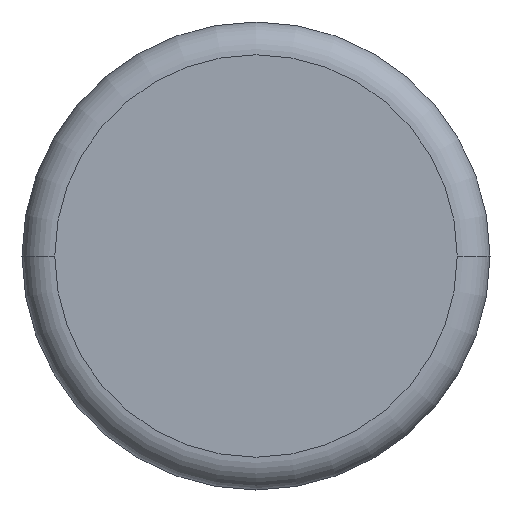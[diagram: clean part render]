
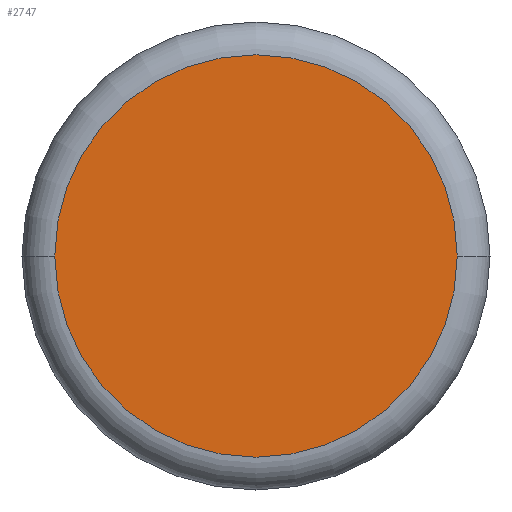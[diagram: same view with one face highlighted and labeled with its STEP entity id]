
A CAD part, left-side view. The second image highlights one B-rep face of the part: STEP entity #2747.
In plain terms, the highlighted planar face has unit normal (-1, 0, 0).
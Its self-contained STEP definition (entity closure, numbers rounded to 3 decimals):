
#389 = PLANE ( 'NONE',  #1629 ) ;
#523 = CARTESIAN_POINT ( 'NONE',  ( -7.65, 2.15, 0. ) ) ;
#683 = AXIS2_PLACEMENT_3D ( 'NONE', #812, #2757, #3801 ) ;
#812 = CARTESIAN_POINT ( 'NONE',  ( -7.65, 0., 0. ) ) ;
#1064 = CIRCLE ( 'NONE', #683, 2.15 ) ;
#1629 = AXIS2_PLACEMENT_3D ( 'NONE', #2680, #3066, #4268 ) ;
#1937 = CARTESIAN_POINT ( 'NONE',  ( -7.65, 0., 0. ) ) ;
#2105 = AXIS2_PLACEMENT_3D ( 'NONE', #1937, #3124, #3831 ) ;
#2141 = VERTEX_POINT ( 'NONE', #3321 ) ;
#2680 = CARTESIAN_POINT ( 'NONE',  ( -7.65, 0., 0. ) ) ;
#2747 = ADVANCED_FACE ( 'NONE', ( #3514 ), #389, .F. ) ;
#2757 = DIRECTION ( 'NONE',  ( -1., 0., 0. ) ) ;
#3066 = DIRECTION ( 'NONE',  ( 1., 0., 0. ) ) ;
#3124 = DIRECTION ( 'NONE',  ( -1., 0., 0. ) ) ;
#3318 = ORIENTED_EDGE ( 'NONE', *, *, #3531, .T. ) ;
#3321 = CARTESIAN_POINT ( 'NONE',  ( -7.65, -2.15, 0. ) ) ;
#3407 = ORIENTED_EDGE ( 'NONE', *, *, #4475, .T. ) ;
#3514 = FACE_OUTER_BOUND ( 'NONE', #3525, .T. ) ;
#3525 = EDGE_LOOP ( 'NONE', ( #3407, #3318 ) ) ;
#3531 = EDGE_CURVE ( 'NONE', #3617, #2141, #4624, .T. ) ;
#3617 = VERTEX_POINT ( 'NONE', #523 ) ;
#3801 = DIRECTION ( 'NONE',  ( 0., -1., 0. ) ) ;
#3831 = DIRECTION ( 'NONE',  ( 0., -1., 0. ) ) ;
#4268 = DIRECTION ( 'NONE',  ( 0., -1., 0. ) ) ;
#4475 = EDGE_CURVE ( 'NONE', #2141, #3617, #1064, .T. ) ;
#4624 = CIRCLE ( 'NONE', #2105, 2.15 ) ;
